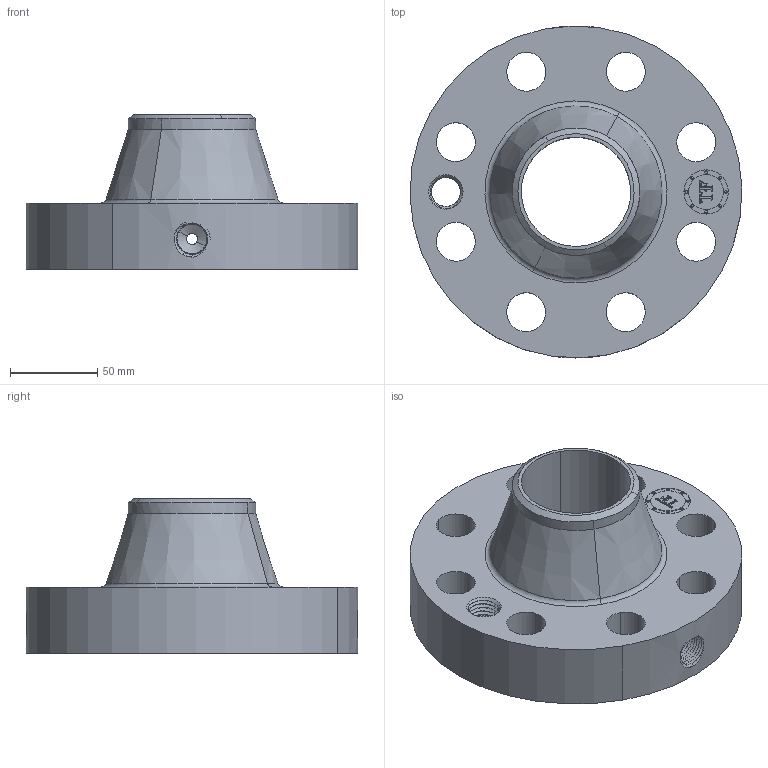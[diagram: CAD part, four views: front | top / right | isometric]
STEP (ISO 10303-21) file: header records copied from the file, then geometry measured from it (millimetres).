
FILE_DESCRIPTION(('3D STEP'),'2;1');
FILE_NAME('2.5-600-FF-WELD-NECK-STD-ORIF-FLANGE.stp','2013-10-27T02:38:59+00:00',('Texas Flange'),(''),'CATIA Version 5 Release 20 SP 6 (IN-10)','CATIA V5 STEP AP214','800-826-3801');
FILE_SCHEMA(('AUTOMOTIVE_DESIGN { 1 0 10303 214 1 1 1 1 }'));
Length unit declared in the file: inch
Products named in the file (1): 2.5-600-FF-WELD-NECK-STD-ORIF-FLANGE
Bounding box: 190.45 x 190.5 x 88.9 mm (x, y, z)
Volume: 953255.8 mm3; surface area: 124525.9 mm2
Topology: 1 solids, 1 shells, 768 faces, 2089 edges, 1341 vertices
Faces by surface type: plane 368, bspline 254, cylinder 90, cone 50, revolution 4, torus 2
Entity records: 32341 total; most frequent: CARTESIAN_POINT 13216, ORIENTED_EDGE 4178, EDGE_CURVE 2089, DIRECTION 2057, VERTEX_POINT 1341, VECTOR 1179, LINE 1179, EDGE_LOOP 810
